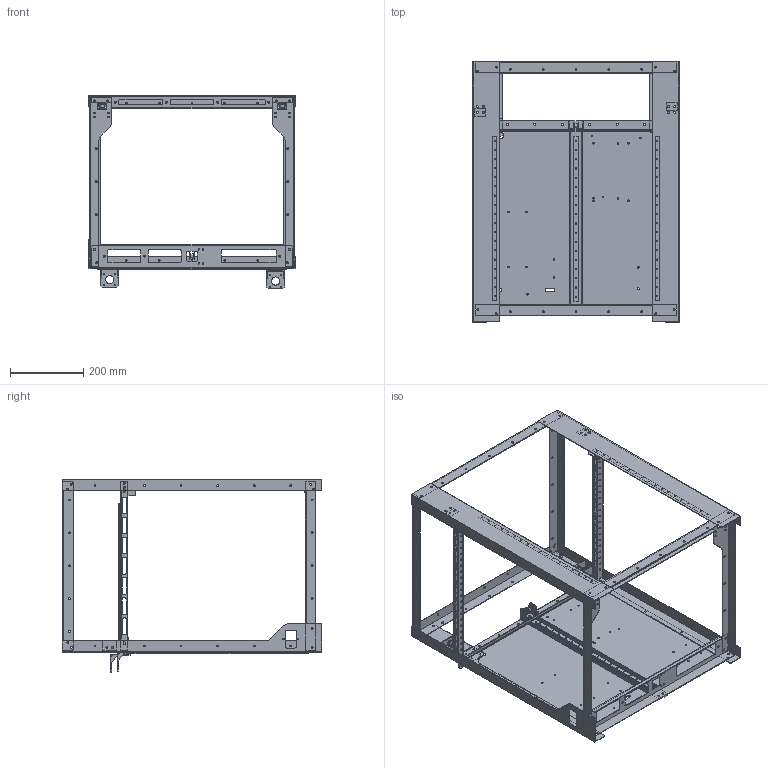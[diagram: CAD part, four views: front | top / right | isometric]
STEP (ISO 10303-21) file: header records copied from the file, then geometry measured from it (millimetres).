
FILE_DESCRIPTION(/* description */ (''),/* implementation_level */ '2;1');
FILE_NAME(/* name */ 'frame mockup.step',/* time_stamp */ '2024-05-13T00:41:32+08:00',/* author */ (''),/* organization */ (''),/* preprocessor_version */ 'ST-DEVELOPER v20',/* originating_system */ 'Autodesk Translation Framework v12.20.1.177',/* authorisation */ '');
FILE_SCHEMA (('AUTOMOTIVE_DESIGN { 1 0 10303 214 3 1 1 }'));
Length unit declared in the file: millimetre
Products named in the file (1): frame mockup
Bounding box: 564 x 710 x 529.5 mm (x, y, z)
Volume: 2158575.8 mm3; surface area: 1731808.5 mm2
Topology: 11 solids, 11 shells, 1787 faces, 5038 edges, 3309 vertices
Faces by surface type: cylinder 907, plane 880
Full cylindrical faces by diameter (mm): 3.2 x75, 3.5 x8, 4.2 x1, 4.3 x20, 4.5 x4, 5.25 x182, 5.3 x14, 6 x9, 9 x18, 10 x5, 12 x9, 18 x18, 22.1 x2
Entity records: 59925 total; most frequent: DIRECTION 10464, CARTESIAN_POINT 10135, ORIENTED_EDGE 10076, EDGE_CURVE 5038, AXIS2_PLACEMENT_3D 3638, VERTEX_POINT 3309, LINE 3188, VECTOR 3188
